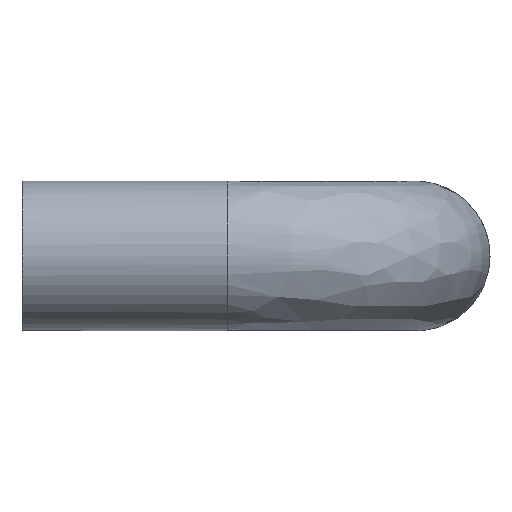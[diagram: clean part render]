
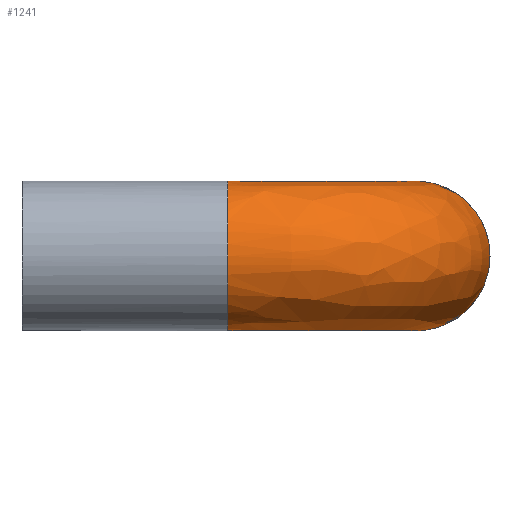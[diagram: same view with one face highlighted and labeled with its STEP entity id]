
A CAD part, left-side view. The second image highlights one B-rep face of the part: STEP entity #1241.
In plain terms, the highlighted free-form (B-spline) face has degree [2, 2] with [3, 7] control points.
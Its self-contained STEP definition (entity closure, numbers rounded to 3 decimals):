
#804=CARTESIAN_POINT('',(10.,-20.95,4.));
#805=VERTEX_POINT('',#804);
#819=CARTESIAN_POINT('',(10.0,-25.0,0.0));
#820=VERTEX_POINT('',#819);
#821=CARTESIAN_POINT('',(10.0,-25.0,0.0));
#822=CARTESIAN_POINT('',(10.,-25.0,4.));
#823=CARTESIAN_POINT('',(10.0,-21.0,4.0));
#824=CARTESIAN_POINT('',(10.0,-20.975,4.0));
#825=CARTESIAN_POINT('',(10.,-20.95,4.));
#833=(BOUNDED_CURVE()B_SPLINE_CURVE(2,(#821,#822,#823,#824,#825),.UNSPECIFIED.,.F.,.U.)B_SPLINE_CURVE_WITH_KNOTS((3,2,3),(0.5,0.75,0.752),.UNSPECIFIED.)CURVE()GEOMETRIC_REPRESENTATION_ITEM()RATIONAL_B_SPLINE_CURVE((1.0,0.707,1.0,0.997,0.995))REPRESENTATION_ITEM(''));
#834=EDGE_CURVE('',#820,#805,#833,.T.);
#836=CARTESIAN_POINT('',(10.,-21.279,-3.99));
#837=VERTEX_POINT('',#836);
#838=CARTESIAN_POINT('',(10.,-21.279,-3.99));
#839=CARTESIAN_POINT('',(10.,-25.,-3.73));
#840=CARTESIAN_POINT('',(10.0,-25.0,0.0));
#848=(BOUNDED_CURVE()B_SPLINE_CURVE(2,(#838,#839,#840),.UNSPECIFIED.,.F.,.U.)B_SPLINE_CURVE_WITH_KNOTS((3,3),(0.262,0.5),.UNSPECIFIED.)CURVE()GEOMETRIC_REPRESENTATION_ITEM()RATIONAL_B_SPLINE_CURVE((0.973,0.721,1.0))REPRESENTATION_ITEM(''));
#849=EDGE_CURVE('',#837,#820,#848,.T.);
#892=CARTESIAN_POINT('',(0.05,-11.,4.));
#893=VERTEX_POINT('',#892);
#957=CARTESIAN_POINT('',(-0.279,-11.,-3.99));
#958=VERTEX_POINT('',#957);
#974=CARTESIAN_POINT('',(-4.,-11.0,0.0));
#975=VERTEX_POINT('',#974);
#976=CARTESIAN_POINT('',(-0.279,-11.,-3.99));
#977=CARTESIAN_POINT('',(-4.,-11.0,-3.73));
#978=CARTESIAN_POINT('',(-4.,-11.0,0.0));
#986=(BOUNDED_CURVE()B_SPLINE_CURVE(2,(#976,#977,#978),.UNSPECIFIED.,.F.,.U.)B_SPLINE_CURVE_WITH_KNOTS((3,3),(0.262,0.5),.UNSPECIFIED.)CURVE()GEOMETRIC_REPRESENTATION_ITEM()RATIONAL_B_SPLINE_CURVE((0.973,0.721,1.0))REPRESENTATION_ITEM(''));
#987=EDGE_CURVE('',#958,#975,#986,.T.);
#989=CARTESIAN_POINT('',(-4.,-11.0,0.0));
#990=CARTESIAN_POINT('',(-4.,-11.0,4.));
#991=CARTESIAN_POINT('',(0.,-11.0,4.0));
#992=CARTESIAN_POINT('',(0.025,-11.,4.));
#993=CARTESIAN_POINT('',(0.05,-11.,4.));
#1001=(BOUNDED_CURVE()B_SPLINE_CURVE(2,(#989,#990,#991,#992,#993),.UNSPECIFIED.,.F.,.U.)B_SPLINE_CURVE_WITH_KNOTS((3,2,3),(0.5,0.75,0.752),.UNSPECIFIED.)CURVE()GEOMETRIC_REPRESENTATION_ITEM()RATIONAL_B_SPLINE_CURVE((1.0,0.707,1.0,0.997,0.995))REPRESENTATION_ITEM(''));
#1002=EDGE_CURVE('',#975,#893,#1001,.T.);
#1180=CARTESIAN_POINT('',(-0.197,-10.293,-3.994));
#1181=CARTESIAN_POINT('',(-1.01,-22.018,-3.994));
#1182=CARTESIAN_POINT('',(10.715,-21.196,-3.994));
#1183=CARTESIAN_POINT('',(-0.225,-10.291,-3.992));
#1184=CARTESIAN_POINT('',(-1.041,-22.049,-3.992));
#1185=CARTESIAN_POINT('',(10.717,-21.225,-3.992));
#1186=CARTESIAN_POINT('',(-4.014,-10.028,-3.727));
#1187=CARTESIAN_POINT('',(-5.131,-26.142,-3.727));
#1188=CARTESIAN_POINT('',(10.982,-25.013,-3.727));
#1189=CARTESIAN_POINT('',(-3.966,-10.032,0.05));
#1190=CARTESIAN_POINT('',(-5.08,-26.091,0.05));
#1191=CARTESIAN_POINT('',(10.979,-24.965,0.05));
#1192=CARTESIAN_POINT('',(-3.916,-10.035,4.05));
#1193=CARTESIAN_POINT('',(-5.025,-26.037,4.05));
#1194=CARTESIAN_POINT('',(10.975,-24.915,4.05));
#1195=CARTESIAN_POINT('',(0.102,-10.314,3.999));
#1196=CARTESIAN_POINT('',(-0.687,-21.695,3.999));
#1197=CARTESIAN_POINT('',(10.694,-20.897,3.999));
#1198=CARTESIAN_POINT('',(0.131,-10.316,3.999));
#1199=CARTESIAN_POINT('',(-0.656,-21.664,3.999));
#1200=CARTESIAN_POINT('',(10.692,-20.869,3.999));
#1208=(BOUNDED_SURFACE()B_SPLINE_SURFACE(2,2,((#1180,#1183,#1186,#1189,#1192,#1195,#1198),(#1181,#1184,#1187,#1190,#1193,#1196,#1199),(#1182,#1185,#1188,#1191,#1194,#1197,#1200)),.UNSPECIFIED.,.F.,.F.,.U.)B_SPLINE_SURFACE_WITH_KNOTS((3,3),(3,1,2,1,3),(0.0,25.512),(0.0,0.067,6.429,13.056,13.123),.UNSPECIFIED.)GEOMETRIC_REPRESENTATION_ITEM()RATIONAL_B_SPLINE_SURFACE(((0.906,0.903,0.662,0.921,0.652,0.924,0.927),(0.591,0.589,0.432,0.601,0.425,0.603,0.605),(0.896,0.893,0.655,0.911,0.644,0.914,0.917)))REPRESENTATION_ITEM('')SURFACE());
#1209=ORIENTED_EDGE('',*,*,#849,.T.);
#1210=ORIENTED_EDGE('',*,*,#834,.T.);
#1211=CARTESIAN_POINT('',(0.05,-11.,4.));
#1212=CARTESIAN_POINT('',(0.05,-20.95,4.));
#1213=CARTESIAN_POINT('',(10.,-20.95,4.));
#1221=(BOUNDED_CURVE()B_SPLINE_CURVE(2,(#1211,#1212,#1213),.UNSPECIFIED.,.F.,.U.)B_SPLINE_CURVE_WITH_KNOTS((3,3),(-1.748,-0.278),.UNSPECIFIED.)CURVE()GEOMETRIC_REPRESENTATION_ITEM()RATIONAL_B_SPLINE_CURVE((0.894,0.629,0.884))REPRESENTATION_ITEM(''));
#1222=EDGE_CURVE('',#893,#805,#1221,.T.);
#1223=ORIENTED_EDGE('',*,*,#1222,.F.);
#1224=ORIENTED_EDGE('',*,*,#1002,.F.);
#1225=ORIENTED_EDGE('',*,*,#987,.F.);
#1226=CARTESIAN_POINT('',(-0.279,-11.,-3.99));
#1227=CARTESIAN_POINT('',(-0.279,-21.279,-3.99));
#1228=CARTESIAN_POINT('',(10.,-21.279,-3.99));
#1236=(BOUNDED_CURVE()B_SPLINE_CURVE(2,(#1226,#1227,#1228),.UNSPECIFIED.,.F.,.U.)B_SPLINE_CURVE_WITH_KNOTS((3,3),(-1.748,-0.278),.UNSPECIFIED.)CURVE()GEOMETRIC_REPRESENTATION_ITEM()RATIONAL_B_SPLINE_CURVE((0.874,0.615,0.865))REPRESENTATION_ITEM(''));
#1237=EDGE_CURVE('',#958,#837,#1236,.T.);
#1238=ORIENTED_EDGE('',*,*,#1237,.T.);
#1239=EDGE_LOOP('',(#1209,#1210,#1223,#1224,#1225,#1238));
#1240=FACE_OUTER_BOUND('',#1239,.T.);
#1241=ADVANCED_FACE('',(#1240),#1208,.T.);
